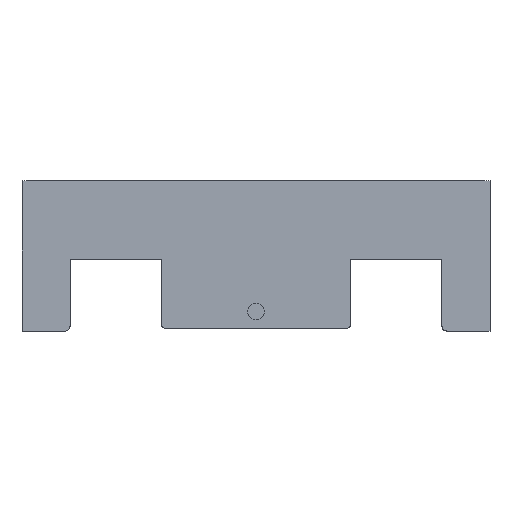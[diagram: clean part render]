
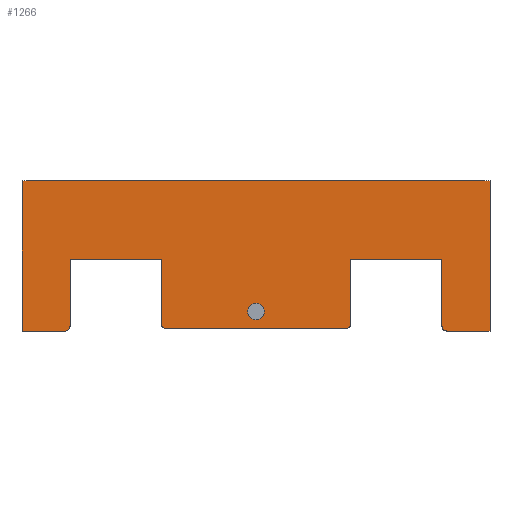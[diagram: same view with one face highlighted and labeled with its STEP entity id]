
A CAD part, top view. The second image highlights one B-rep face of the part: STEP entity #1266.
In plain terms, the highlighted planar face has unit normal (0, 0, 1).
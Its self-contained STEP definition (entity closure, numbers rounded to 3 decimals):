
#45=ELLIPSE('',#1350,2.051,2.);
#46=ELLIPSE('',#1353,2.051,2.);
#48=ELLIPSE('',#1366,2.051,2.);
#49=ELLIPSE('',#1367,2.051,2.);
#54=FACE_BOUND('',#173,.T.);
#64=CIRCLE('',#1358,3.5);
#104=FACE_OUTER_BOUND('',#172,.T.);
#172=EDGE_LOOP('',(#1004,#1005,#1006,#1007,#1008,#1009,#1010,#1011,#1012,
#1013,#1014,#1015,#1016,#1017,#1018,#1019));
#173=EDGE_LOOP('',(#1020));
#289=LINE('',#1968,#441);
#293=LINE('',#1978,#445);
#295=LINE('',#1982,#447);
#306=LINE('',#2009,#458);
#307=LINE('',#2011,#459);
#308=LINE('',#2015,#460);
#309=LINE('',#2017,#461);
#310=LINE('',#2019,#462);
#311=LINE('',#2021,#463);
#312=LINE('',#2023,#464);
#313=LINE('',#2027,#465);
#314=LINE('',#2028,#466);
#441=VECTOR('',#1571,10.);
#445=VECTOR('',#1583,10.);
#447=VECTOR('',#1587,10.);
#458=VECTOR('',#1616,10.);
#459=VECTOR('',#1617,10.);
#460=VECTOR('',#1620,10.);
#461=VECTOR('',#1621,10.);
#462=VECTOR('',#1622,10.);
#463=VECTOR('',#1623,10.);
#464=VECTOR('',#1624,10.);
#465=VECTOR('',#1627,10.);
#466=VECTOR('',#1628,10.);
#590=VERTEX_POINT('',#1961);
#591=VERTEX_POINT('',#1963);
#592=VERTEX_POINT('',#1967);
#593=VERTEX_POINT('',#1971);
#594=VERTEX_POINT('',#1972);
#595=VERTEX_POINT('',#1980);
#596=VERTEX_POINT('',#1984);
#602=VERTEX_POINT('',#2008);
#603=VERTEX_POINT('',#2010);
#604=VERTEX_POINT('',#2012);
#605=VERTEX_POINT('',#2014);
#606=VERTEX_POINT('',#2016);
#607=VERTEX_POINT('',#2018);
#608=VERTEX_POINT('',#2020);
#609=VERTEX_POINT('',#2022);
#610=VERTEX_POINT('',#2024);
#611=VERTEX_POINT('',#2026);
#732=EDGE_CURVE('',#590,#591,#45,.T.);
#734=EDGE_CURVE('',#592,#591,#289,.T.);
#736=EDGE_CURVE('',#593,#594,#46,.T.);
#740=EDGE_CURVE('',#590,#594,#293,.F.);
#742=EDGE_CURVE('',#593,#595,#295,.T.);
#743=EDGE_CURVE('',#596,#596,#64,.T.);
#755=EDGE_CURVE('',#595,#602,#306,.T.);
#756=EDGE_CURVE('',#602,#603,#307,.T.);
#757=EDGE_CURVE('',#604,#603,#48,.T.);
#758=EDGE_CURVE('',#604,#605,#308,.T.);
#759=EDGE_CURVE('',#606,#605,#309,.T.);
#760=EDGE_CURVE('',#607,#606,#310,.T.);
#761=EDGE_CURVE('',#608,#607,#311,.T.);
#762=EDGE_CURVE('',#608,#609,#312,.T.);
#763=EDGE_CURVE('',#610,#609,#49,.T.);
#764=EDGE_CURVE('',#610,#611,#313,.T.);
#765=EDGE_CURVE('',#611,#592,#314,.T.);
#1004=ORIENTED_EDGE('',*,*,#732,.F.);
#1005=ORIENTED_EDGE('',*,*,#740,.T.);
#1006=ORIENTED_EDGE('',*,*,#736,.F.);
#1007=ORIENTED_EDGE('',*,*,#742,.T.);
#1008=ORIENTED_EDGE('',*,*,#755,.T.);
#1009=ORIENTED_EDGE('',*,*,#756,.T.);
#1010=ORIENTED_EDGE('',*,*,#757,.F.);
#1011=ORIENTED_EDGE('',*,*,#758,.T.);
#1012=ORIENTED_EDGE('',*,*,#759,.F.);
#1013=ORIENTED_EDGE('',*,*,#760,.F.);
#1014=ORIENTED_EDGE('',*,*,#761,.F.);
#1015=ORIENTED_EDGE('',*,*,#762,.T.);
#1016=ORIENTED_EDGE('',*,*,#763,.F.);
#1017=ORIENTED_EDGE('',*,*,#764,.T.);
#1018=ORIENTED_EDGE('',*,*,#765,.T.);
#1019=ORIENTED_EDGE('',*,*,#734,.T.);
#1020=ORIENTED_EDGE('',*,*,#743,.T.);
#1210=PLANE('',#1365);
#1266=ADVANCED_FACE('',(#104,#54),#1210,.T.);
#1350=AXIS2_PLACEMENT_3D('',#1964,#1566,#1567);
#1353=AXIS2_PLACEMENT_3D('',#1973,#1575,#1576);
#1358=AXIS2_PLACEMENT_3D('',#1985,#1590,#1591);
#1365=AXIS2_PLACEMENT_3D('',#2007,#1614,#1615);
#1366=AXIS2_PLACEMENT_3D('',#2013,#1618,#1619);
#1367=AXIS2_PLACEMENT_3D('',#2025,#1625,#1626);
#1566=DIRECTION('center_axis',(0.,0.,-1.));
#1567=DIRECTION('ref_axis',(0.,-1.,0.));
#1571=DIRECTION('',(0.,-1.,0.));
#1575=DIRECTION('center_axis',(0.,0.,-1.));
#1576=DIRECTION('ref_axis',(0.,-1.,0.));
#1583=DIRECTION('',(-1.,0.,0.));
#1587=DIRECTION('',(0.,1.,0.));
#1590=DIRECTION('center_axis',(0.,0.,-1.));
#1591=DIRECTION('ref_axis',(-1.,0.,0.));
#1614=DIRECTION('center_axis',(0.,0.,1.));
#1615=DIRECTION('ref_axis',(0.,-1.,0.));
#1616=DIRECTION('',(1.,0.,0.));
#1617=DIRECTION('',(0.,-1.,0.));
#1618=DIRECTION('center_axis',(0.,0.,-1.));
#1619=DIRECTION('ref_axis',(0.,-1.,0.));
#1620=DIRECTION('',(1.,0.,0.));
#1621=DIRECTION('',(0.,-1.,0.));
#1622=DIRECTION('',(1.,0.,0.));
#1623=DIRECTION('',(0.,1.,0.));
#1624=DIRECTION('',(1.,0.,0.));
#1625=DIRECTION('center_axis',(0.,0.,-1.));
#1626=DIRECTION('ref_axis',(0.,-1.,0.));
#1627=DIRECTION('',(0.,1.,0.));
#1628=DIRECTION('',(1.,0.,0.));
#1961=CARTESIAN_POINT('',(-132.5,3.219,176.5));
#1963=CARTESIAN_POINT('',(-134.5,5.271,176.5));
#1964=CARTESIAN_POINT('Origin',(-132.5,5.271,176.5));
#1967=CARTESIAN_POINT('',(-134.5,32.194,176.5));
#1968=CARTESIAN_POINT('',(-134.5,48.444,176.5));
#1971=CARTESIAN_POINT('',(-55.6,5.271,176.5));
#1972=CARTESIAN_POINT('',(-57.6,3.219,176.5));
#1973=CARTESIAN_POINT('Origin',(-57.6,5.271,176.5));
#1978=CARTESIAN_POINT('',(0.,3.219,176.5));
#1980=CARTESIAN_POINT('',(-55.6,32.194,176.5));
#1982=CARTESIAN_POINT('',(-55.6,33.444,176.5));
#1984=CARTESIAN_POINT('',(-91.55,10.307,176.5));
#1985=CARTESIAN_POINT('Origin',(-95.05,10.307,176.5));
#2007=CARTESIAN_POINT('Origin',(0.,64.694,176.5));
#2008=CARTESIAN_POINT('',(-17.6,32.194,176.5));
#2009=CARTESIAN_POINT('',(-27.8,32.194,176.5));
#2010=CARTESIAN_POINT('',(-17.6,4.245,176.5));
#2011=CARTESIAN_POINT('',(-17.6,48.444,176.5));
#2012=CARTESIAN_POINT('',(-15.6,2.194,176.5));
#2013=CARTESIAN_POINT('Origin',(-15.6,4.245,176.5));
#2014=CARTESIAN_POINT('',(2.4,2.194,176.5));
#2015=CARTESIAN_POINT('',(-192.5,2.194,176.5));
#2016=CARTESIAN_POINT('',(2.4,64.694,176.5));
#2017=CARTESIAN_POINT('',(2.4,2.194,176.5));
#2018=CARTESIAN_POINT('',(-192.5,64.694,176.5));
#2019=CARTESIAN_POINT('',(0.,64.694,176.5));
#2020=CARTESIAN_POINT('',(-192.5,2.194,176.5));
#2021=CARTESIAN_POINT('',(-192.5,2.194,176.5));
#2022=CARTESIAN_POINT('',(-174.5,2.194,176.5));
#2023=CARTESIAN_POINT('',(-192.5,2.194,176.5));
#2024=CARTESIAN_POINT('',(-172.5,4.245,176.5));
#2025=CARTESIAN_POINT('Origin',(-174.5,4.245,176.5));
#2026=CARTESIAN_POINT('',(-172.5,32.194,176.5));
#2027=CARTESIAN_POINT('',(-172.5,33.444,176.5));
#2028=CARTESIAN_POINT('',(-86.25,32.194,176.5));
